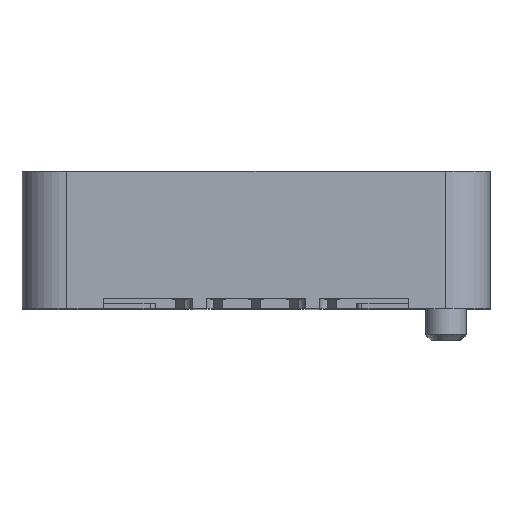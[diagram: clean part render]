
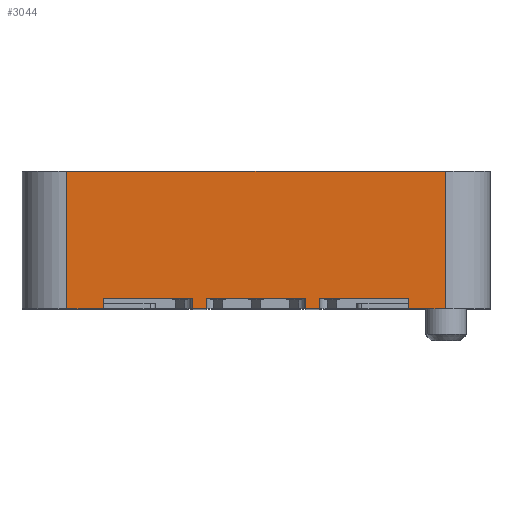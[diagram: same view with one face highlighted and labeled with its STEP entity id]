
A CAD part, top view. The second image highlights one B-rep face of the part: STEP entity #3044.
In plain terms, the highlighted planar face has unit normal (0, 0, 1).
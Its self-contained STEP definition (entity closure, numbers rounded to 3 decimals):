
#3044=ADVANCED_FACE('',(#6204),#6205,.T.);
#6204=FACE_OUTER_BOUND('',#9480,.T.);
#6205=PLANE('',#9481);
#9480=EDGE_LOOP('',(#19408,#19409,#19410,#19411,#19412,#19413,#19414,#19415,#19416,#19417,#19418,#19419,#19420,#19421,#19422,#19423));
#9481=AXIS2_PLACEMENT_3D('',#19424,#19425,#19426);
#19408=ORIENTED_EDGE('',*,*,#24587,.T.);
#19409=ORIENTED_EDGE('',*,*,#24712,.T.);
#19410=ORIENTED_EDGE('',*,*,#24713,.T.);
#19411=ORIENTED_EDGE('',*,*,#24714,.T.);
#19412=ORIENTED_EDGE('',*,*,#24715,.F.);
#19413=ORIENTED_EDGE('',*,*,#24716,.T.);
#19414=ORIENTED_EDGE('',*,*,#24666,.T.);
#19415=ORIENTED_EDGE('',*,*,#24684,.T.);
#19416=ORIENTED_EDGE('',*,*,#24677,.T.);
#19417=ORIENTED_EDGE('',*,*,#24618,.T.);
#19418=ORIENTED_EDGE('',*,*,#24717,.T.);
#19419=ORIENTED_EDGE('',*,*,#24718,.T.);
#19420=ORIENTED_EDGE('',*,*,#24719,.T.);
#19421=ORIENTED_EDGE('',*,*,#24612,.T.);
#19422=ORIENTED_EDGE('',*,*,#24569,.T.);
#19423=ORIENTED_EDGE('',*,*,#24582,.T.);
#19424=CARTESIAN_POINT('',(0.0,0.,7.825));
#19425=DIRECTION('',(0.0,0.,1.0));
#19426=DIRECTION('',(1.0,0.0,0.0));
#24569=EDGE_CURVE('',#30864,#30870,#30872,.T.);
#24582=EDGE_CURVE('',#30870,#30891,#30893,.T.);
#24587=EDGE_CURVE('',#30891,#30898,#30901,.T.);
#24612=EDGE_CURVE('',#30940,#30864,#30941,.T.);
#24618=EDGE_CURVE('',#30952,#30950,#30953,.T.);
#24666=EDGE_CURVE('',#31032,#31036,#31038,.T.);
#24677=EDGE_CURVE('',#31054,#30952,#31055,.T.);
#24684=EDGE_CURVE('',#31036,#31054,#31065,.T.);
#24712=EDGE_CURVE('',#30898,#31108,#31109,.T.);
#24713=EDGE_CURVE('',#31108,#31110,#31111,.T.);
#24714=EDGE_CURVE('',#31110,#31112,#31113,.T.);
#24715=EDGE_CURVE('',#31114,#31112,#31115,.T.);
#24716=EDGE_CURVE('',#31114,#31032,#31116,.T.);
#24717=EDGE_CURVE('',#30950,#31117,#31118,.T.);
#24718=EDGE_CURVE('',#31117,#31119,#31120,.T.);
#24719=EDGE_CURVE('',#31119,#30940,#31121,.T.);
#30864=VERTEX_POINT('',#39536);
#30870=VERTEX_POINT('',#39545);
#30872=LINE('',#39548,#39549);
#30891=VERTEX_POINT('',#39577);
#30893=LINE('',#39580,#39581);
#30898=VERTEX_POINT('',#39588);
#30901=LINE('',#39592,#39593);
#30940=VERTEX_POINT('',#39650);
#30941=LINE('',#39651,#39652);
#30950=VERTEX_POINT('',#39663);
#30952=VERTEX_POINT('',#39666);
#30953=LINE('',#39667,#39668);
#31032=VERTEX_POINT('',#39777);
#31036=VERTEX_POINT('',#39783);
#31038=LINE('',#39786,#39787);
#31054=VERTEX_POINT('',#39809);
#31055=LINE('',#39810,#39811);
#31065=LINE('',#39826,#39827);
#31108=VERTEX_POINT('',#39890);
#31109=LINE('',#39891,#39892);
#31110=VERTEX_POINT('',#39893);
#31111=LINE('',#39894,#39895);
#31112=VERTEX_POINT('',#39896);
#31113=LINE('',#39897,#39898);
#31114=VERTEX_POINT('',#39899);
#31115=LINE('',#39900,#39901);
#31116=LINE('',#39902,#39903);
#31117=VERTEX_POINT('',#39904);
#31118=LINE('',#39905,#39906);
#31119=VERTEX_POINT('',#39907);
#31120=LINE('',#39908,#39909);
#31121=LINE('',#39910,#39911);
#39536=CARTESIAN_POINT('',(2.14,0.,7.825));
#39545=CARTESIAN_POINT('',(2.14,0.352,7.825));
#39548=CARTESIAN_POINT('',(2.14,0.176,7.825));
#39549=VECTOR('',#45115,1.0);
#39577=CARTESIAN_POINT('',(5.105,0.352,7.825));
#39580=CARTESIAN_POINT('',(2.497,0.352,7.825));
#39581=VECTOR('',#45129,1.0);
#39588=CARTESIAN_POINT('',(5.105,0.,7.825));
#39592=CARTESIAN_POINT('',(5.105,0.176,7.825));
#39593=VECTOR('',#45133,1.0);
#39650=CARTESIAN_POINT('',(1.67,0.,7.825));
#39651=CARTESIAN_POINT('',(-6.325,0.,7.825));
#39652=VECTOR('',#45155,1.0);
#39663=CARTESIAN_POINT('',(-1.67,0.,7.825));
#39666=CARTESIAN_POINT('',(-2.14,0.,7.825));
#39667=CARTESIAN_POINT('',(-6.325,0.,7.825));
#39668=VECTOR('',#45165,1.0);
#39777=CARTESIAN_POINT('',(-5.105,0.,7.825));
#39783=CARTESIAN_POINT('',(-5.105,0.352,7.825));
#39786=CARTESIAN_POINT('',(-5.105,0.176,7.825));
#39787=VECTOR('',#45226,1.0);
#39809=CARTESIAN_POINT('',(-2.14,0.352,7.825));
#39810=CARTESIAN_POINT('',(-2.14,0.176,7.825));
#39811=VECTOR('',#45236,1.0);
#39826=CARTESIAN_POINT('',(-2.497,0.352,7.825));
#39827=VECTOR('',#45242,1.0);
#39890=CARTESIAN_POINT('',(6.325,0.,7.825));
#39891=CARTESIAN_POINT('',(-6.325,0.,7.825));
#39892=VECTOR('',#45269,1.0);
#39893=CARTESIAN_POINT('',(6.325,4.6,7.825));
#39894=CARTESIAN_POINT('',(6.325,0.,7.825));
#39895=VECTOR('',#45270,1.0);
#39896=CARTESIAN_POINT('',(-6.325,4.6,7.825));
#39897=CARTESIAN_POINT('',(-6.325,4.6,7.825));
#39898=VECTOR('',#45271,1.0);
#39899=CARTESIAN_POINT('',(-6.325,0.,7.825));
#39900=CARTESIAN_POINT('',(-6.325,0.,7.825));
#39901=VECTOR('',#45272,1.0);
#39902=CARTESIAN_POINT('',(-6.325,0.,7.825));
#39903=VECTOR('',#45273,1.0);
#39904=CARTESIAN_POINT('',(-1.67,0.352,7.825));
#39905=CARTESIAN_POINT('',(-1.67,0.176,7.825));
#39906=VECTOR('',#45274,1.0);
#39907=CARTESIAN_POINT('',(1.67,0.352,7.825));
#39908=CARTESIAN_POINT('',(0.,0.352,7.825));
#39909=VECTOR('',#45275,1.0);
#39910=CARTESIAN_POINT('',(1.67,0.176,7.825));
#39911=VECTOR('',#45276,1.0);
#45115=DIRECTION('',(0.,1.0,0.));
#45129=DIRECTION('',(1.0,0.,0.));
#45133=DIRECTION('',(0.,-1.0,0.));
#45155=DIRECTION('',(1.0,0.0,0.0));
#45165=DIRECTION('',(1.0,0.0,0.0));
#45226=DIRECTION('',(0.,1.0,0.));
#45236=DIRECTION('',(0.,-1.0,0.));
#45242=DIRECTION('',(1.0,0.,0.));
#45269=DIRECTION('',(1.0,0.0,0.0));
#45270=DIRECTION('',(0.0,1.0,0.));
#45271=DIRECTION('',(-1.0,0.0,0.0));
#45272=DIRECTION('',(0.0,1.0,0.));
#45273=DIRECTION('',(1.0,0.0,0.0));
#45274=DIRECTION('',(0.,1.0,0.));
#45275=DIRECTION('',(1.0,0.0,0.0));
#45276=DIRECTION('',(0.0,-1.0,0.));
